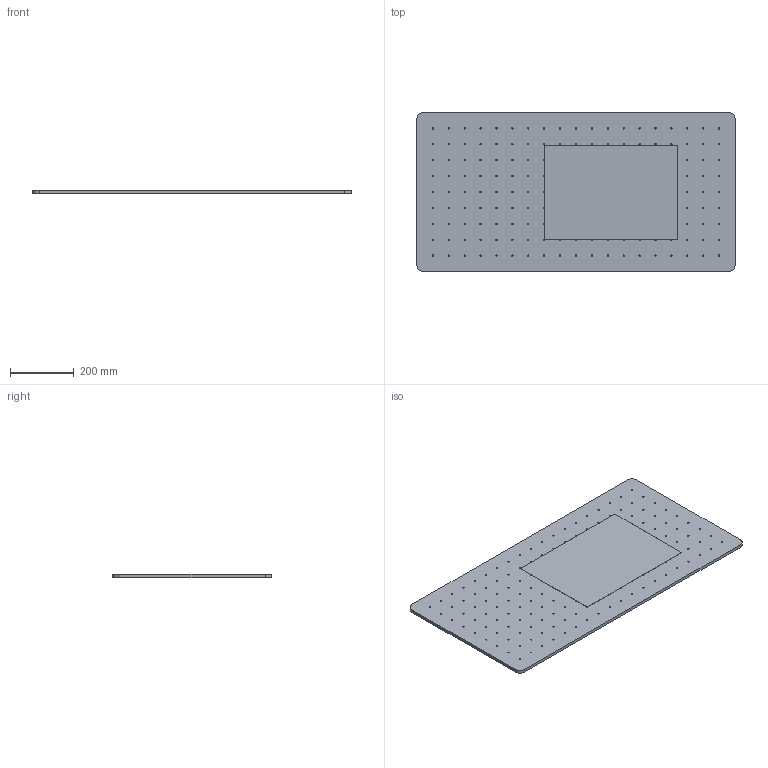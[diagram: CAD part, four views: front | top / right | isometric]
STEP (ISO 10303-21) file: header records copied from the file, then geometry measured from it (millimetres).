
FILE_DESCRIPTION (( 'STEP AP214' ), '1' );
FILE_NAME ('Tabletop3.STEP', '2022-03-16T20:46:47', ( '' ), ( '' ), 'SwSTEP 2.0', 'SolidWorks 2021', '' );
FILE_SCHEMA (( 'AUTOMOTIVE_DESIGN' ));
Length unit declared in the file: millimetre
Products named in the file (1): Tabletop3
Bounding box: 1000 x 500 x 10.1 mm (x, y, z)
Volume: 4991761.5 mm3; surface area: 1042708.7 mm2
Topology: 1 solids, 1 shells, 411 faces, 1129 edges, 747 vertices
Faces by surface type: cylinder 346, plane 65
Entity records: 14657 total; most frequent: DIRECTION 2656, CARTESIAN_POINT 2288, ORIENTED_EDGE 2258, EDGE_CURVE 1129, AXIS2_PLACEMENT_3D 1115, VERTEX_POINT 747, CIRCLE 703, EDGE_LOOP 700
